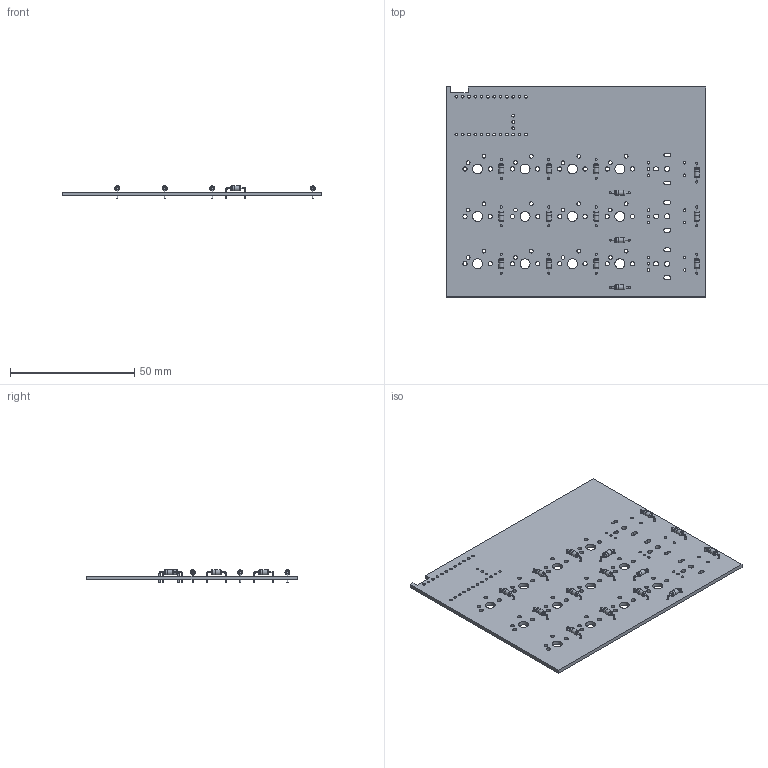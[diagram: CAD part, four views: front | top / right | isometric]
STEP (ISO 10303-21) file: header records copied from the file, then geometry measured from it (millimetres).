
FILE_DESCRIPTION(('KiCad electronic assembly'),'2;1');
FILE_NAME('FreePad PCB.step','2025-07-20T16:29:01',('Pcbnew'),('Kicad'), 'Open CASCADE STEP processor 7.8','KiCad to STEP converter','Unknown' );
FILE_SCHEMA(('AUTOMOTIVE_DESIGN { 1 0 10303 214 1 1 1 1 }'));
Length unit declared in the file: millimetre
Products named in the file (3): FreePad PCB 1; D_DO-35_SOD27_P7.62mm_Horizontal; FreePad_PCB
Assembly tree (16 placements, depth 2):
  FreePad PCB 1
    D_DO-35_SOD27_P7.62mm_Horizontal  x15
    FreePad_PCB
Bounding box: 104.3 x 84.4 x 5.01 mm (x, y, z)
Volume: 12980.5 mm3; surface area: 19311.8 mm2
Topology: 31 solids, 31 shells, 422 faces, 900 edges, 570 vertices
Faces by surface type: cylinder 243, plane 119, torus 60
Full cylindrical faces by diameter (mm): 0.5 x45, 0.8 x30, 1 x15, 1.092 x27, 1.5 x24, 1.7 x24, 2 x30, 2.02 x15, 2.1 x3, 4 x12
Entity records: 7479 total; most frequent: DIRECTION 1318, CARTESIAN_POINT 1153, ORIENTED_EDGE 1128, EDGE_CURVE 564, AXIS2_PLACEMENT_3D 539, FACE_BOUND 488, EDGE_LOOP 488, VERTEX_POINT 374
